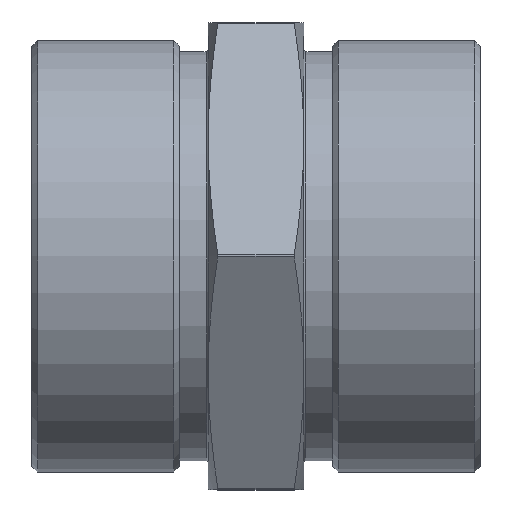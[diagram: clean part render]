
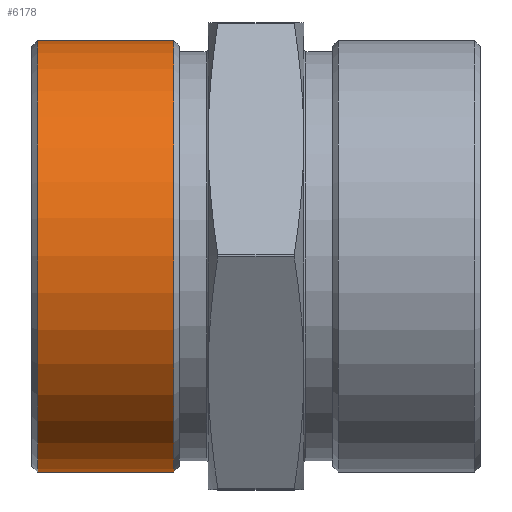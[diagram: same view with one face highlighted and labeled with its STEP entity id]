
A CAD part, top view. The second image highlights one B-rep face of the part: STEP entity #6178.
In plain terms, the highlighted cylindrical face has radius 29.807 mm (diameter 59.614 mm), a full revolution.
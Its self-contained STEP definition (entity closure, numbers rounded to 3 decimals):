
#853 = AXIS2_PLACEMENT_3D ( 'NONE', #3756, #3758, #3760 ) ;
#1056 = EDGE_LOOP ( 'NONE', ( #8591 ) ) ;
#1057 = EDGE_LOOP ( 'NONE', ( #8590 ) ) ;
#2001 = CIRCLE ( 'NONE', #4919, 29.807 ) ;
#2002 = CIRCLE ( 'NONE', #4920, 29.807 ) ;
#3436 = CARTESIAN_POINT ( 'NONE',  ( -30.175, 0., 0. ) ) ;
#3438 = DIRECTION ( 'NONE',  ( -1., 0., 0. ) ) ;
#3440 = DIRECTION ( 'NONE',  ( 0., 0., 1. ) ) ;
#3444 = CARTESIAN_POINT ( 'NONE',  ( -11.379, 0., 0. ) ) ;
#3445 = DIRECTION ( 'NONE',  ( -1., 0., 0. ) ) ;
#3446 = DIRECTION ( 'NONE',  ( 0., 0., -1. ) ) ;
#3756 = CARTESIAN_POINT ( 'NONE',  ( -20.8, 0., 0. ) ) ;
#3758 = DIRECTION ( 'NONE',  ( 1., 0., 0. ) ) ;
#3760 = DIRECTION ( 'NONE',  ( 0., 0., -1. ) ) ;
#4919 = AXIS2_PLACEMENT_3D ( 'NONE', #3436, #3438, #3440 ) ;
#4920 = AXIS2_PLACEMENT_3D ( 'NONE', #3444, #3445, #3446 ) ;
#6178 = ADVANCED_FACE ( 'NONE', ( #8358, #8359 ), #8364, .T. ) ;
#8166 = VERTEX_POINT ( 'NONE', #8406 ) ;
#8168 = VERTEX_POINT ( 'NONE', #8407 ) ;
#8358 = FACE_OUTER_BOUND ( 'NONE', #1057, .T. ) ;
#8359 = FACE_OUTER_BOUND ( 'NONE', #1056, .T. ) ;
#8364 = CYLINDRICAL_SURFACE ( 'NONE', #853, 29.807 ) ;
#8406 = CARTESIAN_POINT ( 'NONE',  ( -30.175, 0., 29.807 ) ) ;
#8407 = CARTESIAN_POINT ( 'NONE',  ( -11.379, 0., -29.807 ) ) ;
#8590 = ORIENTED_EDGE ( 'NONE', *, *, #9097, .T. ) ;
#8591 = ORIENTED_EDGE ( 'NONE', *, *, #9096, .F. ) ;
#9096 = EDGE_CURVE ( 'NONE', #8166, #8166, #2001, .T. ) ;
#9097 = EDGE_CURVE ( 'NONE', #8168, #8168, #2002, .T. ) ;
